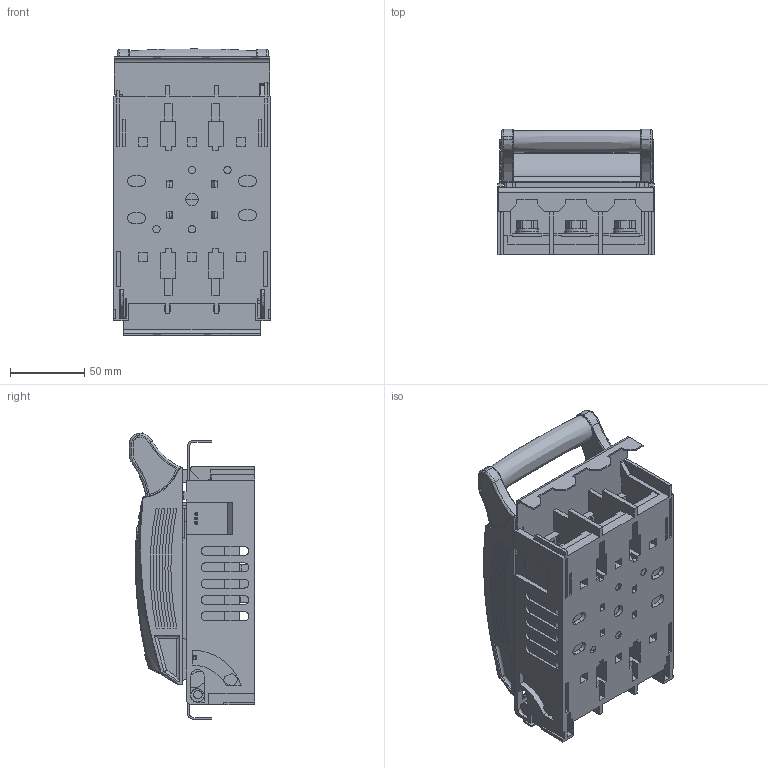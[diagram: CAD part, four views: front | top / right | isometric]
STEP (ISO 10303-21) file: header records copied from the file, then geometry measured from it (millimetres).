
FILE_DESCRIPTION (( 'STEP AP203' ), '1' );
FILE_NAME ('ﾏﾂﾐ-00 1.STEP', '2022-06-29T14:06:00', ( '' ), ( '' ), 'SwSTEP 2.0', 'SolidWorks 2018', '' );
FILE_SCHEMA (( 'CONFIG_CONTROL_DESIGN' ));
Length unit declared in the file: millimetre
Products named in the file (1): ﾏﾂﾐ-00 1
Bounding box: 106 x 84.5 x 193.28 mm (x, y, z)
Volume: 757502.8 mm3; surface area: 281940 mm2
Topology: 38 solids, 50 shells, 4531 faces, 12514 edges, 8248 vertices
Faces by surface type: plane 2290, bspline 1186, cylinder 873, torus 98, sphere 52, cone 32
Entity records: 214333 total; most frequent: CARTESIAN_POINT 111349, ORIENTED_EDGE 25024, DIRECTION 15323, EDGE_CURVE 12512, VERTEX_POINT 8248, B_SPLINE_CURVE_WITH_KNOTS 5537, VECTOR 5175, LINE 5175
